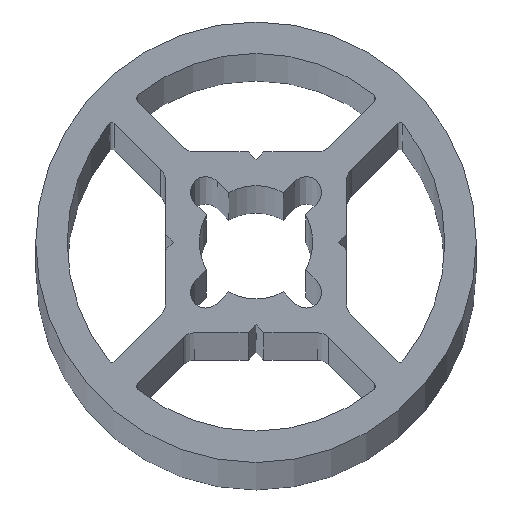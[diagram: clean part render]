
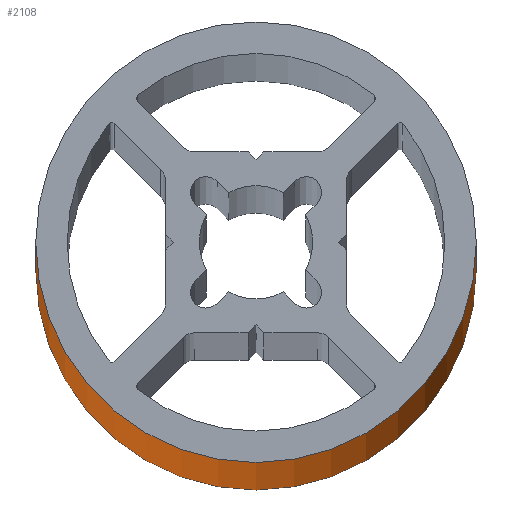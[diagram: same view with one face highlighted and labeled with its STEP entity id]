
A CAD part, top view. The second image highlights one B-rep face of the part: STEP entity #2108.
In plain terms, the highlighted cylindrical face has radius 14 mm (diameter 28 mm), a partial arc.
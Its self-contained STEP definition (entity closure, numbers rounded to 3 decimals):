
#337=CARTESIAN_POINT('',(0.,0.,-500.));
#338=DIRECTION('',(0.,0.,1.));
#339=DIRECTION('',(-1.,0.,0.));
#340=AXIS2_PLACEMENT_3D('',#337,#338,#339);
#793=DIRECTION('',(0.,0.,1.));
#794=VECTOR('',#793,1000.);
#795=CARTESIAN_POINT('',(14.,0.,-500.));
#796=LINE('',#795,#794);
#800=DIRECTION('',(0.,0.,1.));
#801=VECTOR('',#800,1000.);
#802=CARTESIAN_POINT('',(-14.,0.,-500.));
#803=LINE('',#802,#801);
#815=CARTESIAN_POINT('',(0.,0.,500.));
#816=DIRECTION('',(0.,0.,1.));
#817=DIRECTION('',(-1.,0.,0.));
#818=AXIS2_PLACEMENT_3D('',#815,#816,#817);
#1691=CARTESIAN_POINT('',(14.,0.,-500.));
#1692=CARTESIAN_POINT('',(-14.,0.,-500.));
#1693=VERTEX_POINT('',#1691);
#1694=VERTEX_POINT('',#1692);
#1815=CARTESIAN_POINT('',(14.,0.,500.));
#1816=CARTESIAN_POINT('',(-14.,0.,500.));
#1817=VERTEX_POINT('',#1815);
#1818=VERTEX_POINT('',#1816);
#2096=CARTESIAN_POINT('',(0.,0.,-500.));
#2097=DIRECTION('',(0.,0.,1.));
#2098=DIRECTION('',(1.,0.,0.));
#2099=AXIS2_PLACEMENT_3D('',#2096,#2097,#2098);
#2100=CYLINDRICAL_SURFACE('',#2099,14.);
#2101=ORIENTED_EDGE('',*,*,#1946,.F.);
#2102=ORIENTED_EDGE('',*,*,#2091,.T.);
#2104=ORIENTED_EDGE('',*,*,#2103,.T.);
#2105=ORIENTED_EDGE('',*,*,#2087,.F.);
#2106=EDGE_LOOP('',(#2101,#2102,#2104,#2105));
#2107=FACE_OUTER_BOUND('',#2106,.F.);
#341=CIRCLE('',#340,14.);
#819=CIRCLE('',#818,14.);
#1946=EDGE_CURVE('',#1694,#1693,#341,.T.);
#2087=EDGE_CURVE('',#1693,#1817,#796,.T.);
#2091=EDGE_CURVE('',#1694,#1818,#803,.T.);
#2103=EDGE_CURVE('',#1818,#1817,#819,.T.);
#2108=ADVANCED_FACE('',(#2107),#2100,.T.);
